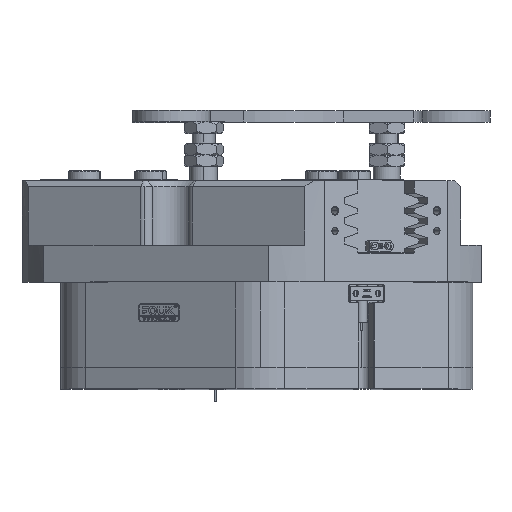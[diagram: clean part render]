
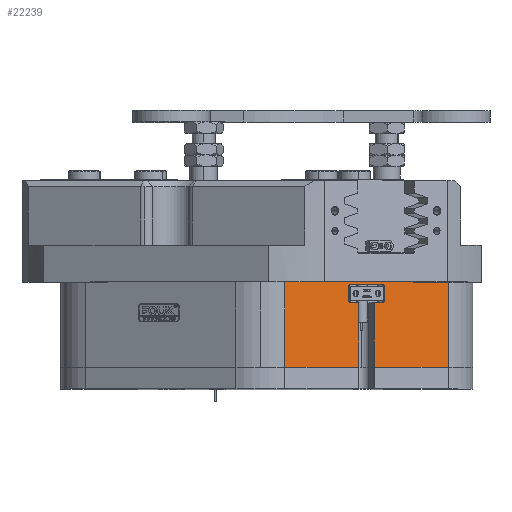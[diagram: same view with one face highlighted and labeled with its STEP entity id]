
A CAD part, top view. The second image highlights one B-rep face of the part: STEP entity #22239.
In plain terms, the highlighted planar face has unit normal (0.5, 0, 0.866).
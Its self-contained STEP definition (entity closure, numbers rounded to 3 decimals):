
#319 = ORIENTED_EDGE ( 'NONE', *, *, #8597, .T. ) ;
#1105 = CIRCLE ( 'NONE', #51694, 0.7 ) ;
#1919 = CARTESIAN_POINT ( 'NONE',  ( 77.062, 45.2, 119.476 ) ) ;
#2155 = CARTESIAN_POINT ( 'NONE',  ( 128., 0., 90.067 ) ) ;
#2547 = EDGE_CURVE ( 'NONE', #39640, #43693, #62643, .T. ) ;
#2639 = DIRECTION ( 'NONE',  ( -0.866, 0., 0.5 ) ) ;
#2640 = LINE ( 'NONE', #20726, #6556 ) ;
#3407 = VERTEX_POINT ( 'NONE', #11618 ) ;
#4123 = VECTOR ( 'NONE', #31654, 1000. ) ;
#4476 = LINE ( 'NONE', #64325, #27998 ) ;
#4838 = DIRECTION ( 'NONE',  ( -0.866, 0., 0.5 ) ) ;
#5250 = CARTESIAN_POINT ( 'NONE',  ( 64.938, 45.2, 126.476 ) ) ;
#5635 = EDGE_CURVE ( 'NONE', #21359, #8573, #55320, .T. ) ;
#6283 = CARTESIAN_POINT ( 'NONE',  ( 284., 754.9, 0. ) ) ;
#6556 = VECTOR ( 'NONE', #20292, 1000. ) ;
#6846 = DIRECTION ( 'NONE',  ( -0.5, 0., -0.866 ) ) ;
#7263 = LINE ( 'NONE', #61942, #4123 ) ;
#7315 = ORIENTED_EDGE ( 'NONE', *, *, #14854, .T. ) ;
#8573 = VERTEX_POINT ( 'NONE', #14998 ) ;
#8597 = EDGE_CURVE ( 'NONE', #41896, #13529, #47203, .T. ) ;
#9233 = VECTOR ( 'NONE', #49364, 1000. ) ;
#9337 = VECTOR ( 'NONE', #2639, 1000. ) ;
#9455 = CARTESIAN_POINT ( 'NONE',  ( 284., 59.5, 0. ) ) ;
#10803 = EDGE_CURVE ( 'NONE', #19098, #25683, #19521, .T. ) ;
#10809 = VECTOR ( 'NONE', #60989, 1000. ) ;
#11418 = CARTESIAN_POINT ( 'NONE',  ( 76.456, 0., 119.826 ) ) ;
#11618 = CARTESIAN_POINT ( 'NONE',  ( 81.825, 45.2, 116.726 ) ) ;
#11818 = VERTEX_POINT ( 'NONE', #56476 ) ;
#12277 = DIRECTION ( 'NONE',  ( 0., 1., 0. ) ) ;
#12935 = ORIENTED_EDGE ( 'NONE', *, *, #30459, .T. ) ;
#13529 = VERTEX_POINT ( 'NONE', #5250 ) ;
#13679 = VERTEX_POINT ( 'NONE', #11418 ) ;
#13981 = ORIENTED_EDGE ( 'NONE', *, *, #15199, .T. ) ;
#14854 = EDGE_CURVE ( 'NONE', #56360, #43401, #18612, .T. ) ;
#14998 = CARTESIAN_POINT ( 'NONE',  ( 58.183, 47.5, 130.376 ) ) ;
#15199 = EDGE_CURVE ( 'NONE', #13529, #21359, #4476, .T. ) ;
#15421 = ORIENTED_EDGE ( 'NONE', *, *, #54715, .T. ) ;
#15810 = ORIENTED_EDGE ( 'NONE', *, *, #10803, .F. ) ;
#17157 = DIRECTION ( 'NONE',  ( 0., -1., 0. ) ) ;
#17333 = CARTESIAN_POINT ( 'NONE',  ( 58.183, 55.5, 130.376 ) ) ;
#18612 = CIRCLE ( 'NONE', #31463, 2.3 ) ;
#19098 = VERTEX_POINT ( 'NONE', #44879 ) ;
#19521 = LINE ( 'NONE', #36901, #9337 ) ;
#19713 = CARTESIAN_POINT ( 'NONE',  ( 76.456, 44.5, 119.826 ) ) ;
#20292 = DIRECTION ( 'NONE',  ( 0.866, 0., -0.5 ) ) ;
#20429 = CARTESIAN_POINT ( 'NONE',  ( 81.825, 47.5, 116.726 ) ) ;
#20654 = DIRECTION ( 'NONE',  ( 0.866, 0., -0.5 ) ) ;
#20726 = CARTESIAN_POINT ( 'NONE',  ( 81.825, 57.8, 116.726 ) ) ;
#20816 = CARTESIAN_POINT ( 'NONE',  ( 284., 0., 0. ) ) ;
#20914 = CARTESIAN_POINT ( 'NONE',  ( 65.544, 44.5, 126.126 ) ) ;
#21359 = VERTEX_POINT ( 'NONE', #48494 ) ;
#21552 = EDGE_CURVE ( 'NONE', #8573, #56360, #56603, .T. ) ;
#22148 = DIRECTION ( 'NONE',  ( 0.866, 0., -0.5 ) ) ;
#22239 = ADVANCED_FACE ( 'NONE', ( #36102 ), #45314, .T. ) ;
#22450 = VECTOR ( 'NONE', #41453, 1000. ) ;
#22982 = ORIENTED_EDGE ( 'NONE', *, *, #37217, .T. ) ;
#23488 = CARTESIAN_POINT ( 'NONE',  ( 60.175, 47.5, 129.226 ) ) ;
#23800 = EDGE_CURVE ( 'NONE', #33833, #13679, #62624, .T. ) ;
#23940 = VERTEX_POINT ( 'NONE', #32671 ) ;
#24071 = ORIENTED_EDGE ( 'NONE', *, *, #54833, .T. ) ;
#24843 = LINE ( 'NONE', #57669, #47571 ) ;
#24997 = EDGE_CURVE ( 'NONE', #42780, #23940, #38196, .T. ) ;
#25204 = DIRECTION ( 'NONE',  ( 0., 1., 0. ) ) ;
#25683 = VERTEX_POINT ( 'NONE', #58754 ) ;
#25713 = CARTESIAN_POINT ( 'NONE',  ( 83.817, 47.5, 115.576 ) ) ;
#25785 = AXIS2_PLACEMENT_3D ( 'NONE', #49637, #45248, #34560 ) ;
#25934 = DIRECTION ( 'NONE',  ( 0., -1., 0. ) ) ;
#27072 = DIRECTION ( 'NONE',  ( 0.866, 0., -0.5 ) ) ;
#27998 = VECTOR ( 'NONE', #4838, 1000. ) ;
#28101 = DIRECTION ( 'NONE',  ( 0., -1., 0. ) ) ;
#30100 = ORIENTED_EDGE ( 'NONE', *, *, #35502, .T. ) ;
#30459 = EDGE_CURVE ( 'NONE', #11818, #3407, #64545, .T. ) ;
#31123 = CARTESIAN_POINT ( 'NONE',  ( 77.062, 45.2, 119.476 ) ) ;
#31171 = VECTOR ( 'NONE', #25934, 1000. ) ;
#31463 = AXIS2_PLACEMENT_3D ( 'NONE', #37788, #63020, #37581 ) ;
#31654 = DIRECTION ( 'NONE',  ( 0., 1., 0. ) ) ;
#31925 = LINE ( 'NONE', #31123, #22450 ) ;
#31984 = LINE ( 'NONE', #25713, #31171 ) ;
#32104 = CARTESIAN_POINT ( 'NONE',  ( 14., 754.9, 155.885 ) ) ;
#32671 = CARTESIAN_POINT ( 'NONE',  ( 83.817, 55.5, 115.576 ) ) ;
#33833 = VERTEX_POINT ( 'NONE', #2155 ) ;
#34560 = DIRECTION ( 'NONE',  ( 0.866, 0., -0.5 ) ) ;
#34788 = EDGE_CURVE ( 'NONE', #23940, #11818, #31984, .T. ) ;
#35502 = EDGE_CURVE ( 'NONE', #33833, #43693, #24843, .T. ) ;
#35598 = ORIENTED_EDGE ( 'NONE', *, *, #5635, .T. ) ;
#36102 = FACE_OUTER_BOUND ( 'NONE', #43827, .T. ) ;
#36585 = EDGE_CURVE ( 'NONE', #39640, #25683, #42011, .T. ) ;
#36613 = ORIENTED_EDGE ( 'NONE', *, *, #24997, .T. ) ;
#36901 = CARTESIAN_POINT ( 'NONE',  ( 284., 0., 0. ) ) ;
#36912 = CARTESIAN_POINT ( 'NONE',  ( 81.825, 55.5, 116.726 ) ) ;
#37185 = CARTESIAN_POINT ( 'NONE',  ( 77.062, 44.5, 119.476 ) ) ;
#37217 = EDGE_CURVE ( 'NONE', #3407, #57672, #31925, .T. ) ;
#37329 = ORIENTED_EDGE ( 'NONE', *, *, #2547, .F. ) ;
#37581 = DIRECTION ( 'NONE',  ( 0.866, 0., -0.5 ) ) ;
#37788 = CARTESIAN_POINT ( 'NONE',  ( 60.175, 55.5, 129.226 ) ) ;
#38196 = CIRCLE ( 'NONE', #50708, 2.3 ) ;
#38687 = DIRECTION ( 'NONE',  ( -0.5, 0., -0.866 ) ) ;
#39640 = VERTEX_POINT ( 'NONE', #40270 ) ;
#39902 = EDGE_CURVE ( 'NONE', #57672, #59574, #1105, .T. ) ;
#40270 = CARTESIAN_POINT ( 'NONE',  ( 14., 59.5, 155.885 ) ) ;
#40440 = DIRECTION ( 'NONE',  ( -0.5, 0., -0.866 ) ) ;
#40820 = CARTESIAN_POINT ( 'NONE',  ( 58.183, 55.5, 130.376 ) ) ;
#41034 = LINE ( 'NONE', #62804, #44143 ) ;
#41453 = DIRECTION ( 'NONE',  ( -0.866, 0., 0.5 ) ) ;
#41896 = VERTEX_POINT ( 'NONE', #20914 ) ;
#42011 = LINE ( 'NONE', #32104, #42764 ) ;
#42764 = VECTOR ( 'NONE', #17157, 1000. ) ;
#42780 = VERTEX_POINT ( 'NONE', #64284 ) ;
#43401 = VERTEX_POINT ( 'NONE', #55382 ) ;
#43693 = VERTEX_POINT ( 'NONE', #62405 ) ;
#43827 = EDGE_LOOP ( 'NONE', ( #15810, #15421, #319, #13981, #35598, #49034, #7315, #60131, #36613, #53510, #12935, #22982, #55026, #24071, #47498, #30100, #37329, #61666 ) ) ;
#44143 = VECTOR ( 'NONE', #28101, 1000. ) ;
#44879 = CARTESIAN_POINT ( 'NONE',  ( 65.544, 0., 126.126 ) ) ;
#45248 = DIRECTION ( 'NONE',  ( 0.5, 0., 0.866 ) ) ;
#45314 = PLANE ( 'NONE',  #57794 ) ;
#46238 = AXIS2_PLACEMENT_3D ( 'NONE', #23488, #38687, #59076 ) ;
#47203 = CIRCLE ( 'NONE', #25785, 0.7 ) ;
#47257 = DIRECTION ( 'NONE',  ( 0.866, 0., -0.5 ) ) ;
#47498 = ORIENTED_EDGE ( 'NONE', *, *, #23800, .F. ) ;
#47571 = VECTOR ( 'NONE', #12277, 1000. ) ;
#48494 = CARTESIAN_POINT ( 'NONE',  ( 60.175, 45.2, 129.226 ) ) ;
#49034 = ORIENTED_EDGE ( 'NONE', *, *, #21552, .T. ) ;
#49364 = DIRECTION ( 'NONE',  ( 0.866, 0., -0.5 ) ) ;
#49637 = CARTESIAN_POINT ( 'NONE',  ( 64.938, 44.5, 126.476 ) ) ;
#50708 = AXIS2_PLACEMENT_3D ( 'NONE', #36912, #6846, #22148 ) ;
#51694 = AXIS2_PLACEMENT_3D ( 'NONE', #37185, #57779, #27072 ) ;
#51860 = VECTOR ( 'NONE', #25204, 1000. ) ;
#52083 = DIRECTION ( 'NONE',  ( 0.5, 0., 0.866 ) ) ;
#53510 = ORIENTED_EDGE ( 'NONE', *, *, #34788, .T. ) ;
#54715 = EDGE_CURVE ( 'NONE', #19098, #41896, #7263, .T. ) ;
#54833 = EDGE_CURVE ( 'NONE', #59574, #13679, #41034, .T. ) ;
#55026 = ORIENTED_EDGE ( 'NONE', *, *, #39902, .T. ) ;
#55320 = CIRCLE ( 'NONE', #46238, 2.3 ) ;
#55382 = CARTESIAN_POINT ( 'NONE',  ( 60.175, 57.8, 129.226 ) ) ;
#56360 = VERTEX_POINT ( 'NONE', #17333 ) ;
#56476 = CARTESIAN_POINT ( 'NONE',  ( 83.817, 47.5, 115.576 ) ) ;
#56603 = LINE ( 'NONE', #40820, #51860 ) ;
#57669 = CARTESIAN_POINT ( 'NONE',  ( 128., 754.9, 90.067 ) ) ;
#57672 = VERTEX_POINT ( 'NONE', #1919 ) ;
#57779 = DIRECTION ( 'NONE',  ( 0.5, 0., 0.866 ) ) ;
#57794 = AXIS2_PLACEMENT_3D ( 'NONE', #6283, #52083, #47257 ) ;
#58754 = CARTESIAN_POINT ( 'NONE',  ( 14., 0., 155.885 ) ) ;
#59076 = DIRECTION ( 'NONE',  ( 0.866, 0., -0.5 ) ) ;
#59574 = VERTEX_POINT ( 'NONE', #19713 ) ;
#60131 = ORIENTED_EDGE ( 'NONE', *, *, #61975, .T. ) ;
#60989 = DIRECTION ( 'NONE',  ( -0.866, 0., 0.5 ) ) ;
#61026 = AXIS2_PLACEMENT_3D ( 'NONE', #20429, #40440, #20654 ) ;
#61666 = ORIENTED_EDGE ( 'NONE', *, *, #36585, .T. ) ;
#61942 = CARTESIAN_POINT ( 'NONE',  ( 65.544, 44.5, 126.126 ) ) ;
#61975 = EDGE_CURVE ( 'NONE', #43401, #42780, #2640, .T. ) ;
#62405 = CARTESIAN_POINT ( 'NONE',  ( 128., 59.5, 90.067 ) ) ;
#62624 = LINE ( 'NONE', #20816, #10809 ) ;
#62643 = LINE ( 'NONE', #9455, #9233 ) ;
#62804 = CARTESIAN_POINT ( 'NONE',  ( 76.456, 0., 119.826 ) ) ;
#63020 = DIRECTION ( 'NONE',  ( -0.5, 0., -0.866 ) ) ;
#64284 = CARTESIAN_POINT ( 'NONE',  ( 81.825, 57.8, 116.726 ) ) ;
#64325 = CARTESIAN_POINT ( 'NONE',  ( 60.175, 45.2, 129.226 ) ) ;
#64545 = CIRCLE ( 'NONE', #61026, 2.3 ) ;
